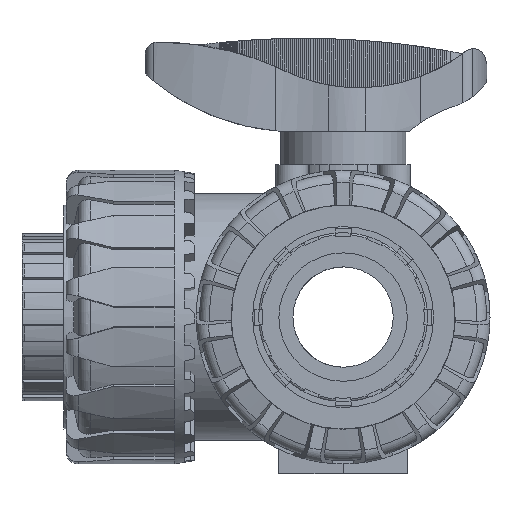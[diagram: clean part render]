
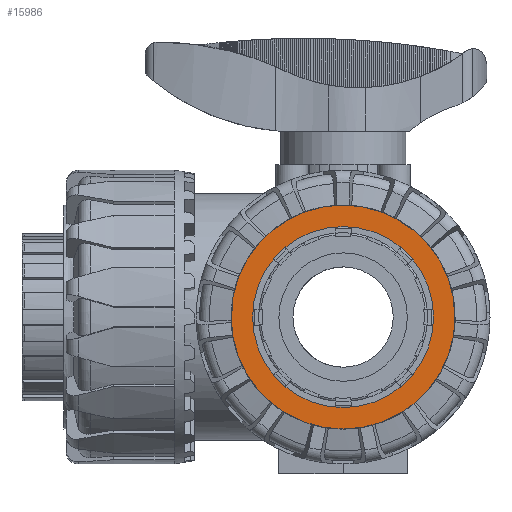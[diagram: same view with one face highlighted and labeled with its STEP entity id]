
A CAD part, front view. The second image highlights one B-rep face of the part: STEP entity #15986.
In plain terms, the highlighted face is planar.
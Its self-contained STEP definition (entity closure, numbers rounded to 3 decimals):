
#3541=PLANE($,#17379);
#3921=FACE_BOUND($,#5258,.T.);
#3922=FACE_BOUND($,#5259,.T.);
#5258=EDGE_LOOP($,(#12886));
#5259=EDGE_LOOP($,(#12887));
#5989=CIRCLE($,#17300,22.55);
#6005=CIRCLE($,#17345,27.9);
#7013=VERTEX_POINT($,#27193);
#7021=VERTEX_POINT($,#27281);
#9071=EDGE_CURVE($,#7013,#7013,#5989,.T.);
#9115=EDGE_CURVE($,#7021,#7021,#6005,.T.);
#12886=ORIENTED_EDGE($,*,*,#9071,.T.);
#12887=ORIENTED_EDGE($,*,*,#9115,.T.);
#15986=ADVANCED_FACE($,(#3921,#3922),#3541,.T.);
#17300=AXIS2_PLACEMENT_3D($,#27194,#20859,#20860);
#17345=AXIS2_PLACEMENT_3D($,#27282,#20963,#20964);
#17379=AXIS2_PLACEMENT_3D($,#27318,#21033,#21034);
#20859=DIRECTION('center_axis',(0.,0.,-1.));
#20860=DIRECTION('ref_axis',(-1.,0.,0.));
#20963=DIRECTION('center_axis',(0.,0.,1.));
#20964=DIRECTION('ref_axis',(1.,0.,0.));
#21033=DIRECTION('center_axis',(0.,0.,1.));
#21034=DIRECTION('ref_axis',(1.,0.,0.));
#27193=CARTESIAN_POINT('',(22.55,0.,32.5));
#27194=CARTESIAN_POINT('Origin',(0.,0.,32.5));
#27281=CARTESIAN_POINT('',(0.,-27.9,32.5));
#27282=CARTESIAN_POINT('Origin',(0.,0.,32.5));
#27318=CARTESIAN_POINT('Origin',(0.,0.,32.5));
